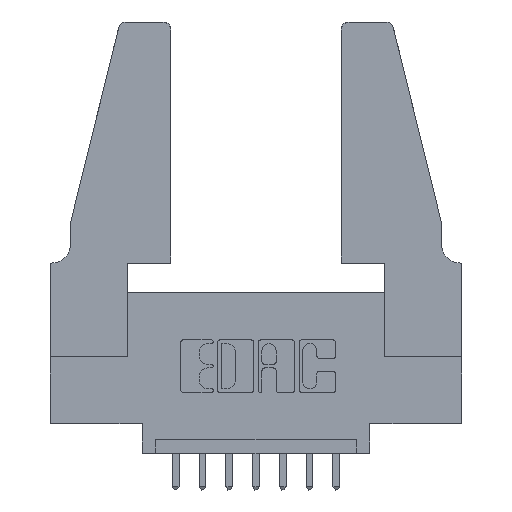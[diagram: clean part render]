
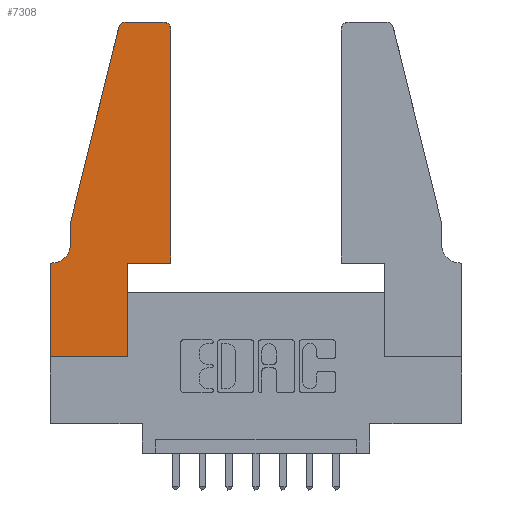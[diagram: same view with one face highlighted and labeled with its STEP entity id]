
A CAD part, top view. The second image highlights one B-rep face of the part: STEP entity #7308.
In plain terms, the highlighted planar face has unit normal (0, 0, 1).
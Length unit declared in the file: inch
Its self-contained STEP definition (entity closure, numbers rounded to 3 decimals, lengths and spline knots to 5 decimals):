
#5 = DIRECTION ( 'NONE',  ( 0., 0., 1. ) ) ;
#189 = VERTEX_POINT ( 'NONE', #9325 ) ;
#544 = ORIENTED_EDGE ( 'NONE', *, *, #11427, .T. ) ;
#643 = CARTESIAN_POINT ( 'NONE',  ( 0., 0., 0.37 ) ) ;
#650 = CARTESIAN_POINT ( 'NONE',  ( 0.4505, 0.35, 0.37 ) ) ;
#766 = EDGE_CURVE ( 'NONE', #9838, #10036, #1558, .T. ) ;
#823 = VERTEX_POINT ( 'NONE', #5886 ) ;
#828 = DIRECTION ( 'NONE',  ( 1., 0., 0. ) ) ;
#942 = VERTEX_POINT ( 'NONE', #2934 ) ;
#963 = AXIS2_PLACEMENT_3D ( 'NONE', #6539, #8442, #828 ) ;
#965 = CARTESIAN_POINT ( 'NONE',  ( 0., 0., 0.37 ) ) ;
#1129 = DIRECTION ( 'NONE',  ( -1., 0., 0. ) ) ;
#1558 = LINE ( 'NONE', #965, #11368 ) ;
#1806 = ORIENTED_EDGE ( 'NONE', *, *, #11949, .T. ) ;
#1816 = EDGE_CURVE ( 'NONE', #3433, #3587, #6157, .T. ) ;
#1882 = PLANE ( 'NONE',  #5443 ) ;
#1893 = ORIENTED_EDGE ( 'NONE', *, *, #7130, .T. ) ;
#1945 = ORIENTED_EDGE ( 'NONE', *, *, #6868, .T. ) ;
#2069 = EDGE_CURVE ( 'NONE', #7825, #8081, #8523, .T. ) ;
#2346 = LINE ( 'NONE', #650, #3852 ) ;
#2467 = LINE ( 'NONE', #11984, #11979 ) ;
#2476 = ORIENTED_EDGE ( 'NONE', *, *, #1816, .T. ) ;
#2573 = LINE ( 'NONE', #4334, #8229 ) ;
#2696 = DIRECTION ( 'NONE',  ( -0.239, -0.971, 0. ) ) ;
#2805 = CARTESIAN_POINT ( 'NONE',  ( 0.4505, 0.35, 0.37 ) ) ;
#2934 = CARTESIAN_POINT ( 'NONE',  ( 0.0755, 0.42, 0.37 ) ) ;
#3026 = LINE ( 'NONE', #9252, #6601 ) ;
#3170 = ORIENTED_EDGE ( 'NONE', *, *, #5175, .T. ) ;
#3182 = CARTESIAN_POINT ( 'NONE',  ( 0.284, 1.25, 0.37 ) ) ;
#3433 = VERTEX_POINT ( 'NONE', #8331 ) ;
#3485 = DIRECTION ( 'NONE',  ( 0., 0., 1. ) ) ;
#3587 = VERTEX_POINT ( 'NONE', #4039 ) ;
#3700 = ORIENTED_EDGE ( 'NONE', *, *, #4710, .T. ) ;
#3852 = VECTOR ( 'NONE', #11039, 39.37008 ) ;
#4039 = CARTESIAN_POINT ( 'NONE',  ( 0.4205, 1.25, 0.37 ) ) ;
#4249 = LINE ( 'NONE', #10176, #7972 ) ;
#4334 = CARTESIAN_POINT ( 'NONE',  ( 0.2605, 1.25, 0.37 ) ) ;
#4628 = AXIS2_PLACEMENT_3D ( 'NONE', #4830, #4956, #1129 ) ;
#4710 = EDGE_CURVE ( 'NONE', #6036, #7560, #2467, .T. ) ;
#4731 = CARTESIAN_POINT ( 'NONE',  ( 0.4205, 1.22, 0.37 ) ) ;
#4830 = CARTESIAN_POINT ( 'NONE',  ( 0.0055, 0.42, 0.37 ) ) ;
#4956 = DIRECTION ( 'NONE',  ( 0., 0., -1. ) ) ;
#5175 = EDGE_CURVE ( 'NONE', #10036, #6036, #4249, .T. ) ;
#5216 = ORIENTED_EDGE ( 'NONE', *, *, #7080, .T. ) ;
#5370 = CARTESIAN_POINT ( 'NONE',  ( 0., 0.35, 0.37 ) ) ;
#5443 = AXIS2_PLACEMENT_3D ( 'NONE', #8422, #3485, #12199 ) ;
#5535 = DIRECTION ( 'NONE',  ( 0., -1., 0. ) ) ;
#5886 = CARTESIAN_POINT ( 'NONE',  ( 0.25487, 1.22718, 0.37 ) ) ;
#6036 = VERTEX_POINT ( 'NONE', #9969 ) ;
#6157 = CIRCLE ( 'NONE', #8441, 0.03 ) ;
#6184 = CARTESIAN_POINT ( 'NONE',  ( 0.2865, 0., 0.37 ) ) ;
#6539 = CARTESIAN_POINT ( 'NONE',  ( 0.284, 1.22, 0.37 ) ) ;
#6582 = ORIENTED_EDGE ( 'NONE', *, *, #2069, .T. ) ;
#6601 = VECTOR ( 'NONE', #2696, 39.37008 ) ;
#6701 = ORIENTED_EDGE ( 'NONE', *, *, #766, .T. ) ;
#6756 = DIRECTION ( 'NONE',  ( -1., 0., 0. ) ) ;
#6868 = EDGE_CURVE ( 'NONE', #3587, #7424, #2573, .T. ) ;
#7080 = EDGE_CURVE ( 'NONE', #823, #189, #3026, .T. ) ;
#7130 = EDGE_CURVE ( 'NONE', #7424, #823, #7480, .T. ) ;
#7190 = ORIENTED_EDGE ( 'NONE', *, *, #9169, .T. ) ;
#7308 = ADVANCED_FACE ( 'NONE', ( #8660 ), #1882, .T. ) ;
#7424 = VERTEX_POINT ( 'NONE', #3182 ) ;
#7480 = CIRCLE ( 'NONE', #963, 0.03 ) ;
#7501 = EDGE_LOOP ( 'NONE', ( #1945, #1893, #5216, #11138, #7190, #6582, #1806, #6701, #3170, #3700, #544, #2476 ) ) ;
#7560 = VERTEX_POINT ( 'NONE', #2805 ) ;
#7645 = DIRECTION ( 'NONE',  ( 1., 0., 0. ) ) ;
#7769 = CARTESIAN_POINT ( 'NONE',  ( 0., 0., 0.37 ) ) ;
#7825 = VERTEX_POINT ( 'NONE', #11599 ) ;
#7972 = VECTOR ( 'NONE', #8221, 39.37008 ) ;
#8081 = VERTEX_POINT ( 'NONE', #5370 ) ;
#8221 = DIRECTION ( 'NONE',  ( 0., 1., 0. ) ) ;
#8229 = VECTOR ( 'NONE', #11436, 39.37008 ) ;
#8331 = CARTESIAN_POINT ( 'NONE',  ( 0.4505, 1.22, 0.37 ) ) ;
#8422 = CARTESIAN_POINT ( 'NONE',  ( 0., 0.35, 0.37 ) ) ;
#8441 = AXIS2_PLACEMENT_3D ( 'NONE', #4731, #5, #11367 ) ;
#8442 = DIRECTION ( 'NONE',  ( 0., 0., 1. ) ) ;
#8523 = LINE ( 'NONE', #11432, #8657 ) ;
#8657 = VECTOR ( 'NONE', #6756, 39.37008 ) ;
#8660 = FACE_OUTER_BOUND ( 'NONE', #7501, .T. ) ;
#9169 = EDGE_CURVE ( 'NONE', #942, #7825, #11574, .T. ) ;
#9252 = CARTESIAN_POINT ( 'NONE',  ( 0.0755, 0.5, 0.37 ) ) ;
#9325 = CARTESIAN_POINT ( 'NONE',  ( 0.0755, 0.5, 0.37 ) ) ;
#9838 = VERTEX_POINT ( 'NONE', #7769 ) ;
#9969 = CARTESIAN_POINT ( 'NONE',  ( 0.2865, 0.35, 0.37 ) ) ;
#10036 = VERTEX_POINT ( 'NONE', #6184 ) ;
#10046 = DIRECTION ( 'NONE',  ( 0., -1., 0. ) ) ;
#10176 = CARTESIAN_POINT ( 'NONE',  ( 0.2865, 0.35, 0.37 ) ) ;
#10959 = CARTESIAN_POINT ( 'NONE',  ( 0.0755, 0.5, 0.37 ) ) ;
#11039 = DIRECTION ( 'NONE',  ( 0., 1., 0. ) ) ;
#11107 = LINE ( 'NONE', #643, #12006 ) ;
#11138 = ORIENTED_EDGE ( 'NONE', *, *, #11471, .T. ) ;
#11269 = LINE ( 'NONE', #10959, #12020 ) ;
#11367 = DIRECTION ( 'NONE',  ( 1., 0., 0. ) ) ;
#11368 = VECTOR ( 'NONE', #7645, 39.37008 ) ;
#11427 = EDGE_CURVE ( 'NONE', #7560, #3433, #2346, .T. ) ;
#11432 = CARTESIAN_POINT ( 'NONE',  ( 0.0755, 0.35, 0.37 ) ) ;
#11436 = DIRECTION ( 'NONE',  ( -1., 0., 0. ) ) ;
#11471 = EDGE_CURVE ( 'NONE', #189, #942, #11269, .T. ) ;
#11574 = CIRCLE ( 'NONE', #4628, 0.07 ) ;
#11599 = CARTESIAN_POINT ( 'NONE',  ( 0.0055, 0.35, 0.37 ) ) ;
#11949 = EDGE_CURVE ( 'NONE', #8081, #9838, #11107, .T. ) ;
#11979 = VECTOR ( 'NONE', #12104, 39.37008 ) ;
#11984 = CARTESIAN_POINT ( 'NONE',  ( 0.4505, 0.35, 0.37 ) ) ;
#12006 = VECTOR ( 'NONE', #5535, 39.37008 ) ;
#12020 = VECTOR ( 'NONE', #10046, 39.37008 ) ;
#12104 = DIRECTION ( 'NONE',  ( 1., 0., 0. ) ) ;
#12199 = DIRECTION ( 'NONE',  ( 1., 0., 0. ) ) ;
